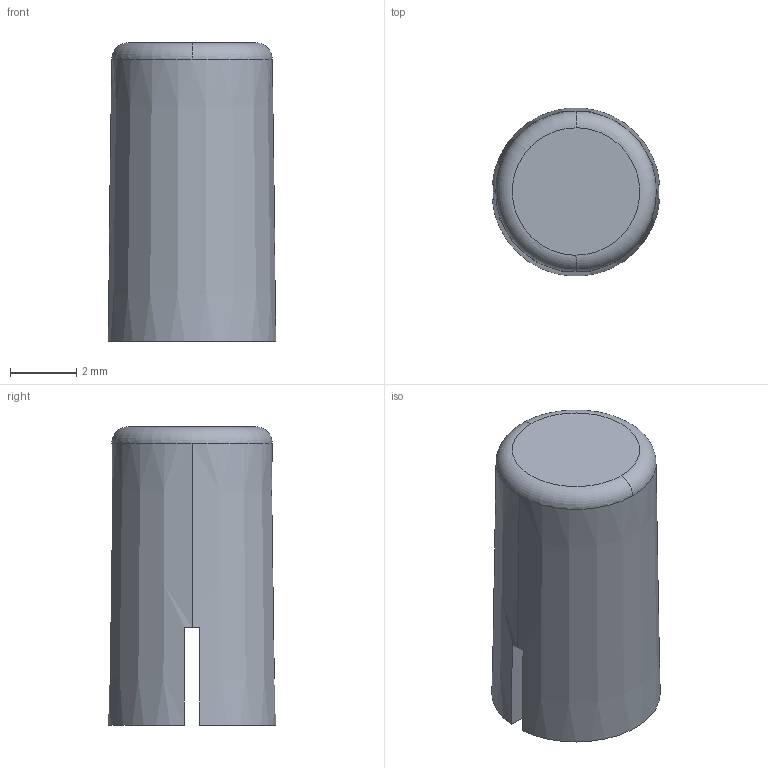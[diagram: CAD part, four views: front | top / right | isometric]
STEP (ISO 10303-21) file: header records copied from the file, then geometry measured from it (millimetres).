
FILE_DESCRIPTION (( 'STEP AP214' ), '1' );
FILE_NAME ('1RRED.STEP', '2024-11-16T07:42:05', ( '' ), ( '' ), 'SwSTEP 2.0', 'SolidWorks 2024', '' );
FILE_SCHEMA (( 'AUTOMOTIVE_DESIGN' ));
Length unit declared in the file: millimetre
Products named in the file (1): 1RRED
Bounding box: 5.06 x 5.06 x 9 mm (x, y, z)
Volume: 107.3 mm3; surface area: 290.4 mm2
Topology: 1 solids, 1 shells, 34 faces, 98 edges, 66 vertices
Faces by surface type: plane 30, cone 2, torus 2
Entity records: 1205 total; most frequent: CARTESIAN_POINT 287, ORIENTED_EDGE 196, DIRECTION 172, EDGE_CURVE 98, VECTOR 78, LINE 78, VERTEX_POINT 66, AXIS2_PLACEMENT_3D 47
